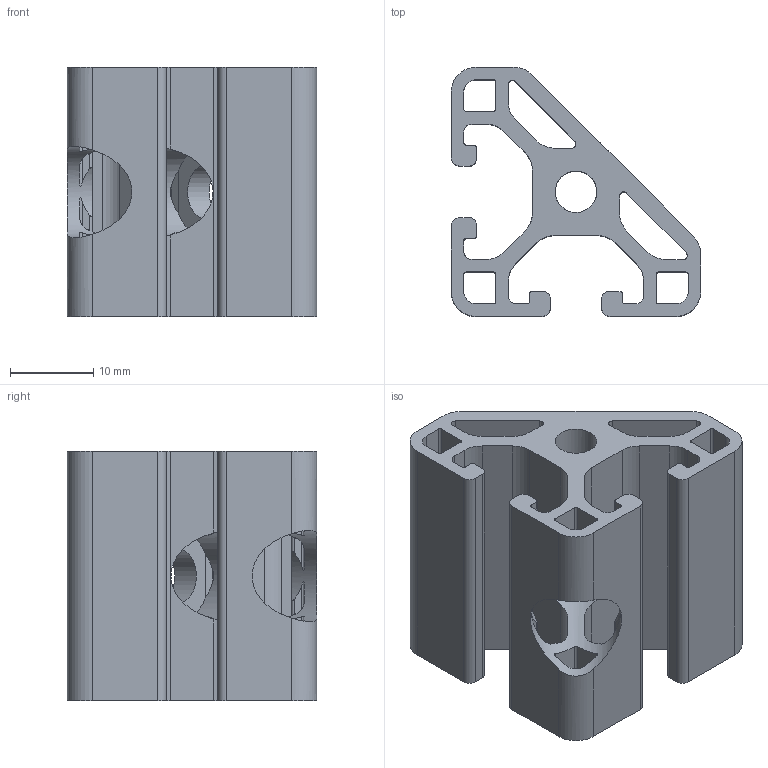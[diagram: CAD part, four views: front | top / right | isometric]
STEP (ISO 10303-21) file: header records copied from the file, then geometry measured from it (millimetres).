
FILE_DESCRIPTION(/* description */ ('11364'),/* implementation_level */ '2;1');
FILE_NAME(/* name */ '11364_KriTec_Winkelelement_6_T2_30.stp',/* time_stamp */ '2017-11-03T15:04:22+01:00',/* author */ ('Steiner'),/* organization */ (''),/* preprocessor_version */ 'ST-DEVELOPER v16.1',/* originating_system */ 'Autodesk Inventor 2016',/* authorisation */ '');
FILE_SCHEMA (('CONFIG_CONTROL_DESIGN'));
Length unit declared in the file: millimetre
Products named in the file (1): 11364_KriTec_Winkelelement_6_T2_30
Bounding box: 30 x 30 x 30 mm (x, y, z)
Volume: 8322.2 mm3; surface area: 8857.2 mm2
Topology: 1 solids, 1 shells, 140 faces, 436 edges, 291 vertices
Faces by surface type: cylinder 72, plane 68
Full cylindrical faces by diameter (mm): 5 x2, 6.6 x1, 11 x1
Entity records: 5190 total; most frequent: CARTESIAN_POINT 1249, ORIENTED_EDGE 840, DIRECTION 810, EDGE_CURVE 420, VERTEX_POINT 282, AXIS2_PLACEMENT_3D 281, LINE 248, VECTOR 248
